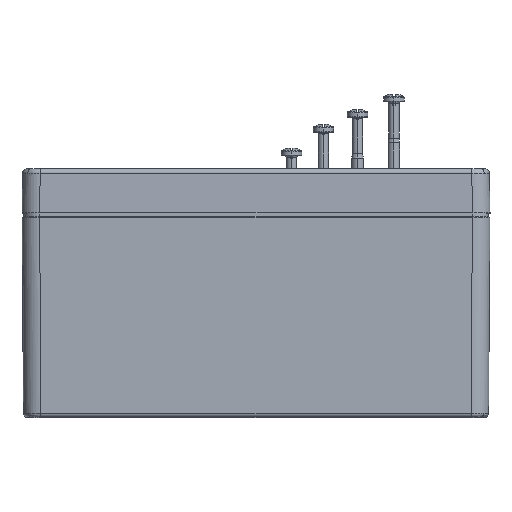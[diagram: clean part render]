
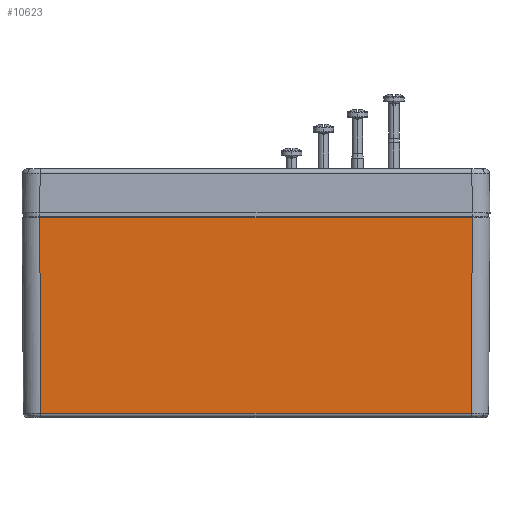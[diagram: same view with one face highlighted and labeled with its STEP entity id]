
A CAD part, top view. The second image highlights one B-rep face of the part: STEP entity #10623.
In plain terms, the highlighted planar face has unit normal (0, -0.007, 1).
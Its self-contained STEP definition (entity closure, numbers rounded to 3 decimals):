
#5187 = VERTEX_POINT('',#5188);
#5188 = CARTESIAN_POINT('',(-73.511,-70.01,
    39.511));
#10096 = VERTEX_POINT('',#10097);
#10097 = CARTESIAN_POINT('',(-73.979,-3.,39.979));
#10106 = EDGE_CURVE('',#10107,#10096,#10109,.T.);
#10107 = VERTEX_POINT('',#10108);
#10108 = CARTESIAN_POINT('',(73.979,-3.,39.979));
#10109 = LINE('',#10110,#10111);
#10110 = CARTESIAN_POINT('',(-80.,-3.,39.979));
#10111 = VECTOR('',#10112,1.);
#10112 = DIRECTION('',(-1.,0.,0.));
#10497 = VERTEX_POINT('',#10498);
#10498 = CARTESIAN_POINT('',(73.511,-70.01,
    39.511));
#10552 = EDGE_CURVE('',#5187,#10497,#10553,.T.);
#10553 = LINE('',#10554,#10555);
#10554 = CARTESIAN_POINT('',(-80.,-70.01,39.511));
#10555 = VECTOR('',#10556,1.);
#10556 = DIRECTION('',(1.,0.,0.));
#10623 = ADVANCED_FACE('',(#10624),#10640,.T.);
#10624 = FACE_BOUND('',#10625,.T.);
#10625 = EDGE_LOOP('',(#10626,#10632,#10633,#10639));
#10626 = ORIENTED_EDGE('',*,*,#10627,.T.);
#10627 = EDGE_CURVE('',#10497,#10107,#10628,.T.);
#10628 = LINE('',#10629,#10630);
#10629 = CARTESIAN_POINT('',(73.993,-1.075,
    39.992));
#10630 = VECTOR('',#10631,1.);
#10631 = DIRECTION('',(0.007,1.,
    0.007));
#10632 = ORIENTED_EDGE('',*,*,#10106,.T.);
#10633 = ORIENTED_EDGE('',*,*,#10634,.T.);
#10634 = EDGE_CURVE('',#10096,#5187,#10635,.T.);
#10635 = LINE('',#10636,#10637);
#10636 = CARTESIAN_POINT('',(-74.,0.042,
    40.));
#10637 = VECTOR('',#10638,1.);
#10638 = DIRECTION('',(0.007,-1.,
    -0.007));
#10639 = ORIENTED_EDGE('',*,*,#10552,.T.);
#10640 = PLANE('',#10641);
#10641 = AXIS2_PLACEMENT_3D('',#10642,#10643,#10644);
#10642 = CARTESIAN_POINT('',(-80.,0.,40.));
#10643 = DIRECTION('',(0.,-0.007,1.));
#10644 = DIRECTION('',(0.,-1.,-0.007));
